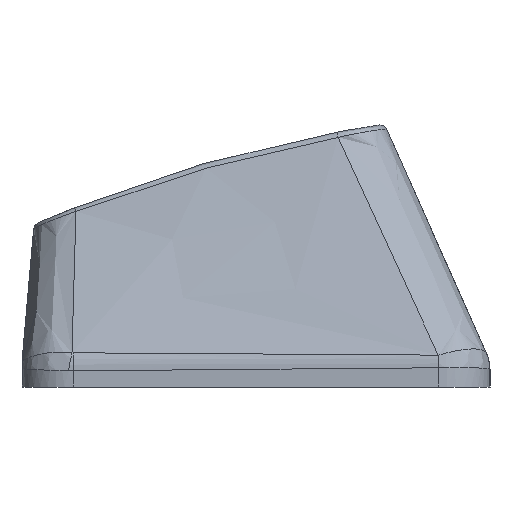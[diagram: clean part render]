
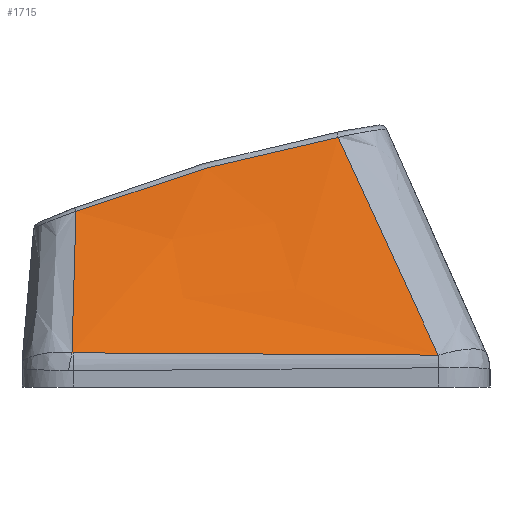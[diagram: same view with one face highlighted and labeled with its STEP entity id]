
A CAD part, left-side view. The second image highlights one B-rep face of the part: STEP entity #1715.
In plain terms, the highlighted free-form (B-spline) face has degree [3, 3] with [4, 4] control points.
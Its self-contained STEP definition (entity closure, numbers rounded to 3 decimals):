
#378=FACE_OUTER_BOUND('',#482,.T.);
#482=EDGE_LOOP('',(#1214,#1215,#1216,#1217,#1218));
#585=B_SPLINE_CURVE_WITH_KNOTS('',3,(#2557,#2558,#2559,#2560),
 .UNSPECIFIED.,.F.,.F.,(4,4),(0.,0.005),.UNSPECIFIED.);
#586=B_SPLINE_CURVE_WITH_KNOTS('',3,(#2580,#2581,#2582,#2583),
 .UNSPECIFIED.,.F.,.F.,(4,4),(-1.416,0.),
 .UNSPECIFIED.);
#602=B_SPLINE_CURVE_WITH_KNOTS('',3,(#2871,#2872,#2873,#2874),
 .UNSPECIFIED.,.F.,.F.,(4,4),(0.038,0.659),
 .UNSPECIFIED.);
#604=B_SPLINE_CURVE_WITH_KNOTS('',3,(#2898,#2899,#2900,#2901),
 .UNSPECIFIED.,.F.,.F.,(4,4),(-1.003,-0.027),
 .UNSPECIFIED.);
#605=B_SPLINE_CURVE_WITH_KNOTS('',3,(#2902,#2903,#2904,#2905),
 .UNSPECIFIED.,.F.,.F.,(4,4),(-1.057,0.),.UNSPECIFIED.);
#718=VERTEX_POINT('',#2524);
#720=VERTEX_POINT('',#2555);
#722=VERTEX_POINT('',#2578);
#738=VERTEX_POINT('',#2870);
#739=VERTEX_POINT('',#2897);
#894=EDGE_CURVE('',#720,#718,#585,.T.);
#896=EDGE_CURVE('',#722,#720,#586,.T.);
#925=EDGE_CURVE('',#718,#738,#602,.T.);
#927=EDGE_CURVE('',#739,#722,#604,.T.);
#928=EDGE_CURVE('',#738,#739,#605,.T.);
#1214=ORIENTED_EDGE('',*,*,#894,.F.);
#1215=ORIENTED_EDGE('',*,*,#896,.F.);
#1216=ORIENTED_EDGE('',*,*,#927,.F.);
#1217=ORIENTED_EDGE('',*,*,#928,.F.);
#1218=ORIENTED_EDGE('',*,*,#925,.F.);
#1680=B_SPLINE_SURFACE_WITH_KNOTS('',3,3,((#2881,#2882,#2883,#2884),(#2885,
#2886,#2887,#2888),(#2889,#2890,#2891,#2892),(#2893,#2894,#2895,#2896)),
 .UNSPECIFIED.,.F.,.F.,.F.,(4,4),(4,4),(0.107,0.895),
(0.027,0.978),.UNSPECIFIED.);
#1715=ADVANCED_FACE('',(#378),#1680,.T.);
#2524=CARTESIAN_POINT('',(-66.054,7.141,0.333));
#2555=CARTESIAN_POINT('',(-66.057,7.092,0.328));
#2557=CARTESIAN_POINT('Ctrl Pts',(-66.057,7.092,0.328));
#2558=CARTESIAN_POINT('Ctrl Pts',(-66.057,7.108,0.328));
#2559=CARTESIAN_POINT('Ctrl Pts',(-66.056,7.125,0.33));
#2560=CARTESIAN_POINT('Ctrl Pts',(-66.054,7.141,0.333));
#2578=CARTESIAN_POINT('',(-66.148,-7.074,0.238));
#2580=CARTESIAN_POINT('Ctrl Pts',(-66.148,-7.074,0.238));
#2581=CARTESIAN_POINT('Ctrl Pts',(-66.137,-2.354,0.253));
#2582=CARTESIAN_POINT('Ctrl Pts',(-66.127,2.365,0.275));
#2583=CARTESIAN_POINT('Ctrl Pts',(-66.057,7.092,0.328));
#2870=CARTESIAN_POINT('',(-63.206,6.988,5.809));
#2871=CARTESIAN_POINT('Ctrl Pts',(-66.054,7.141,0.333));
#2872=CARTESIAN_POINT('Ctrl Pts',(-65.093,7.068,2.154));
#2873=CARTESIAN_POINT('Ctrl Pts',(-64.144,7.013,3.98));
#2874=CARTESIAN_POINT('Ctrl Pts',(-63.206,6.988,5.809));
#2881=CARTESIAN_POINT('Ctrl Pts',(-66.148,7.139,0.157));
#2882=CARTESIAN_POINT('Ctrl Pts',(-65.161,7.164,2.023));
#2883=CARTESIAN_POINT('Ctrl Pts',(-64.175,7.189,3.89));
#2884=CARTESIAN_POINT('Ctrl Pts',(-63.189,7.214,5.756));
#2885=CARTESIAN_POINT('Ctrl Pts',(-66.148,2.404,0.193));
#2886=CARTESIAN_POINT('Ctrl Pts',(-65.161,2.845,2.5));
#2887=CARTESIAN_POINT('Ctrl Pts',(-64.175,3.286,4.807));
#2888=CARTESIAN_POINT('Ctrl Pts',(-63.189,3.726,7.114));
#2889=CARTESIAN_POINT('Ctrl Pts',(-66.148,-2.334,0.221));
#2890=CARTESIAN_POINT('Ctrl Pts',(-65.161,-1.523,2.855));
#2891=CARTESIAN_POINT('Ctrl Pts',(-64.175,-0.712,
5.489));
#2892=CARTESIAN_POINT('Ctrl Pts',(-63.189,0.099,
8.123));
#2893=CARTESIAN_POINT('Ctrl Pts',(-66.148,-7.074,0.238));
#2894=CARTESIAN_POINT('Ctrl Pts',(-65.161,-5.914,3.08));
#2895=CARTESIAN_POINT('Ctrl Pts',(-64.175,-4.754,5.921));
#2896=CARTESIAN_POINT('Ctrl Pts',(-63.189,-3.593,8.762));
#2897=CARTESIAN_POINT('',(-63.189,-3.187,8.691));
#2898=CARTESIAN_POINT('Ctrl Pts',(-63.189,-3.187,8.691));
#2899=CARTESIAN_POINT('Ctrl Pts',(-64.184,-4.492,5.879));
#2900=CARTESIAN_POINT('Ctrl Pts',(-65.168,-5.786,3.06));
#2901=CARTESIAN_POINT('Ctrl Pts',(-66.148,-7.074,0.238));
#2902=CARTESIAN_POINT('Ctrl Pts',(-63.206,6.988,5.809));
#2903=CARTESIAN_POINT('Ctrl Pts',(-63.198,3.693,7.081));
#2904=CARTESIAN_POINT('Ctrl Pts',(-63.192,0.285,8.054));
#2905=CARTESIAN_POINT('Ctrl Pts',(-63.189,-3.187,8.691));
